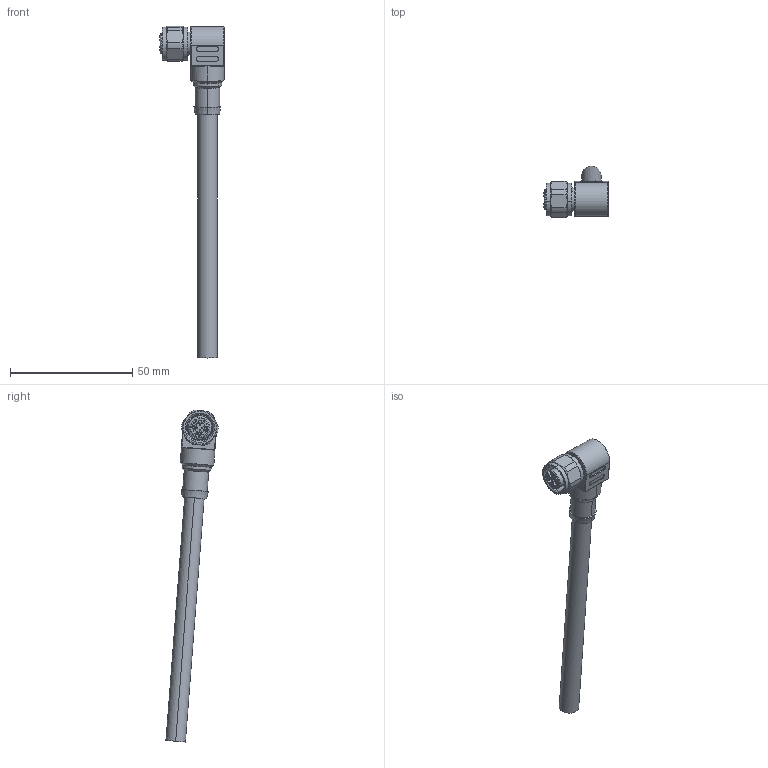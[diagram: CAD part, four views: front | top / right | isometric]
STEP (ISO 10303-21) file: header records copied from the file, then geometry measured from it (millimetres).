
FILE_DESCRIPTION((''),'2;1');
FILE_NAME('EWDLK3-M-P00_ASM','2019-03-27T',('xin.jin'),(''),'PRO/ENGINEER BY PARAMETRIC TECHNOLOGY CORPORATION, 2012060','PRO/ENGINEER BY PARAMETRIC TECHNOLOGY CORPORATION, 2012060','');
FILE_SCHEMA(('AUTOMOTIVE_DESIGN { 1 0 10303 214 1 1 1 1 }'));
Length unit declared in the file: millimetre
Products named in the file (1): EWDLK3-M-P00_ASM
Bounding box: 26.38 x 21.37 x 136.01 mm (x, y, z)
Volume: 10532.5 mm3; surface area: 6727.6 mm2
Topology: 4 solids, 5 shells, 552 faces, 1494 edges, 985 vertices
Faces by surface type: cylinder 270, plane 213, cone 35, extrusion 20, torus 10, sphere 4
Entity records: 18581 total; most frequent: CARTESIAN_POINT 4135, DIRECTION 3165, ORIENTED_EDGE 2974, EDGE_CURVE 1490, AXIS2_PLACEMENT_3D 1210, VERTEX_POINT 985, VECTOR 745, LINE 725
